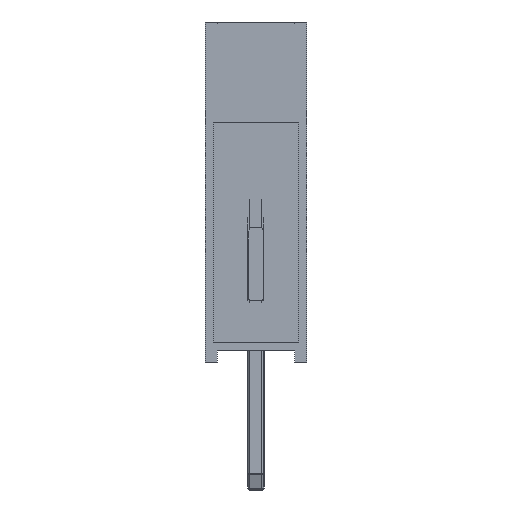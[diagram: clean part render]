
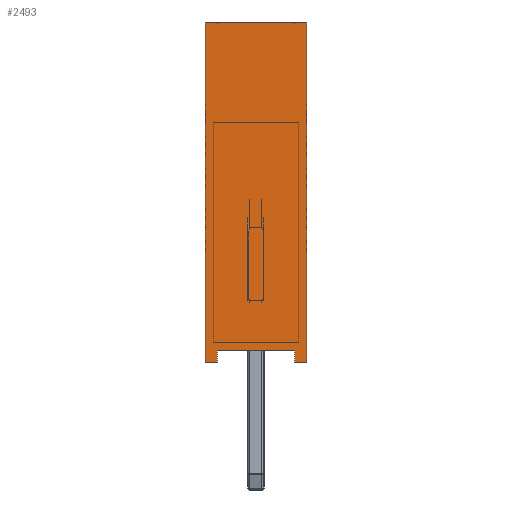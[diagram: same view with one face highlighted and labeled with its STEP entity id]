
A CAD part, left-side view. The second image highlights one B-rep face of the part: STEP entity #2493.
In plain terms, the highlighted planar face has unit normal (-1, 0, 0).
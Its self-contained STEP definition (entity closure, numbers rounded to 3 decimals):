
#397=FACE_OUTER_BOUND('',#548,.T.);
#548=EDGE_LOOP('',(#1649,#1650,#1651,#1652,#1653,#1654,#1655,#1656));
#714=LINE('',#3899,#900);
#716=LINE('',#3905,#902);
#719=LINE('',#3910,#905);
#724=LINE('',#3924,#910);
#725=LINE('',#3927,#911);
#728=LINE('',#3933,#914);
#729=LINE('',#3935,#915);
#730=LINE('',#3936,#916);
#900=VECTOR('',#3045,10.);
#902=VECTOR('',#3049,10.);
#905=VECTOR('',#3054,10.);
#910=VECTOR('',#3069,10.);
#911=VECTOR('',#3072,10.);
#914=VECTOR('',#3077,10.);
#915=VECTOR('',#3078,10.);
#916=VECTOR('',#3079,10.);
#1084=VERTEX_POINT('',#3893);
#1086=VERTEX_POINT('',#3897);
#1087=VERTEX_POINT('',#3901);
#1089=VERTEX_POINT('',#3904);
#1094=VERTEX_POINT('',#3922);
#1095=VERTEX_POINT('',#3926);
#1097=VERTEX_POINT('',#3932);
#1098=VERTEX_POINT('',#3934);
#1282=EDGE_CURVE('',#1084,#1086,#714,.T.);
#1284=EDGE_CURVE('',#1089,#1087,#716,.T.);
#1287=EDGE_CURVE('',#1086,#1089,#719,.T.);
#1296=EDGE_CURVE('',#1087,#1094,#724,.T.);
#1297=EDGE_CURVE('',#1095,#1084,#725,.T.);
#1300=EDGE_CURVE('',#1094,#1097,#728,.T.);
#1301=EDGE_CURVE('',#1098,#1097,#729,.T.);
#1302=EDGE_CURVE('',#1095,#1098,#730,.T.);
#1649=ORIENTED_EDGE('',*,*,#1282,.T.);
#1650=ORIENTED_EDGE('',*,*,#1287,.T.);
#1651=ORIENTED_EDGE('',*,*,#1284,.T.);
#1652=ORIENTED_EDGE('',*,*,#1296,.T.);
#1653=ORIENTED_EDGE('',*,*,#1300,.T.);
#1654=ORIENTED_EDGE('',*,*,#1301,.F.);
#1655=ORIENTED_EDGE('',*,*,#1302,.F.);
#1656=ORIENTED_EDGE('',*,*,#1297,.T.);
#2297=PLANE('',#2701);
#2493=ADVANCED_FACE('',(#397),#2297,.T.);
#2701=AXIS2_PLACEMENT_3D('',#3931,#3075,#3076);
#3045=DIRECTION('',(0.,0.,1.));
#3049=DIRECTION('',(0.,0.,-1.));
#3054=DIRECTION('',(0.,-1.,0.));
#3069=DIRECTION('',(0.,-1.,0.));
#3072=DIRECTION('',(0.,-1.,0.));
#3075=DIRECTION('center_axis',(-1.,0.,0.));
#3076=DIRECTION('ref_axis',(0.,-1.,0.));
#3077=DIRECTION('',(0.,0.,1.));
#3078=DIRECTION('',(0.,-1.,0.));
#3079=DIRECTION('',(0.,0.,1.));
#3893=CARTESIAN_POINT('',(-1.27,0.97,0.));
#3897=CARTESIAN_POINT('',(-1.27,0.97,0.3));
#3899=CARTESIAN_POINT('',(-1.27,0.97,0.));
#3901=CARTESIAN_POINT('',(-1.27,-0.97,0.));
#3904=CARTESIAN_POINT('',(-1.27,-0.97,0.3));
#3905=CARTESIAN_POINT('',(-1.27,-0.97,0.));
#3910=CARTESIAN_POINT('',(-1.27,0.635,0.3));
#3922=CARTESIAN_POINT('',(-1.27,-1.27,0.));
#3924=CARTESIAN_POINT('',(-1.27,1.27,0.));
#3926=CARTESIAN_POINT('',(-1.27,1.27,0.));
#3927=CARTESIAN_POINT('',(-1.27,1.27,0.));
#3931=CARTESIAN_POINT('Origin',(-1.27,1.27,0.));
#3932=CARTESIAN_POINT('',(-1.27,-1.27,8.5));
#3933=CARTESIAN_POINT('',(-1.27,-1.27,0.));
#3934=CARTESIAN_POINT('',(-1.27,1.27,8.5));
#3935=CARTESIAN_POINT('',(-1.27,1.27,8.5));
#3936=CARTESIAN_POINT('',(-1.27,1.27,0.));
